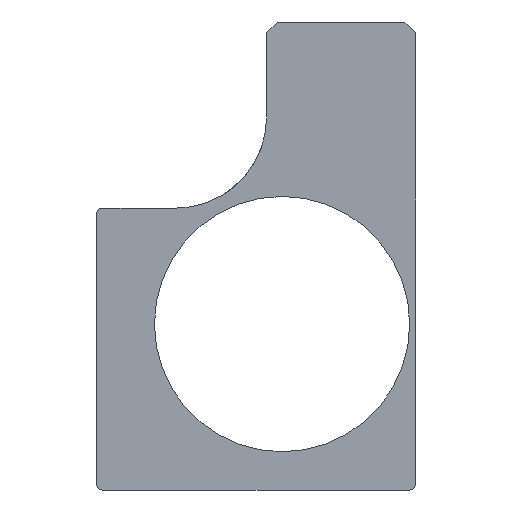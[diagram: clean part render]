
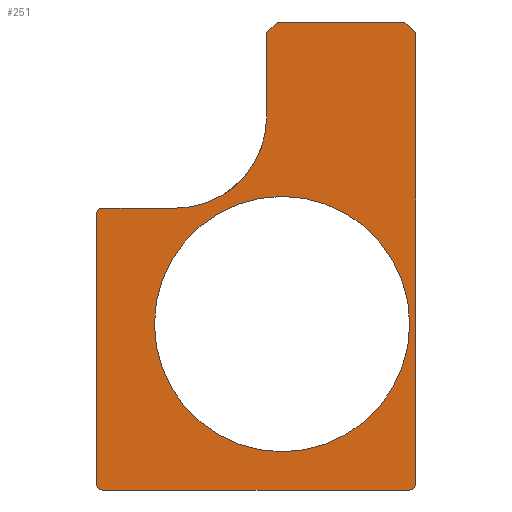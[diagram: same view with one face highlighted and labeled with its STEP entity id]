
A CAD part, left-side view. The second image highlights one B-rep face of the part: STEP entity #251.
In plain terms, the highlighted planar face has unit normal (-1, 0, 0).
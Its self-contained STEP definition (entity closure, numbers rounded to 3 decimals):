
#251=ADVANCED_FACE('',(#793,#795),#797,.F.);
#793=FACE_BOUND('',#794,.T.);
#794=EDGE_LOOP('',(#1215,#1216,#1217,#1218,#1219,#1220,#1221,#1222,#1223,#1224,#1225,
#1226));
#795=FACE_BOUND('',#796,.T.);
#796=EDGE_LOOP('',(#1227));
#797=PLANE('',#798);
#798=AXIS2_PLACEMENT_3D('',#799,#800,#801);
#799=CARTESIAN_POINT('',(3.,0.,0.));
#800=DIRECTION('',(1.,0.,0.));
#801=DIRECTION('',(0.,1.,0.));
#1215=ORIENTED_EDGE('',*,*,#1504,.F.);
#1216=ORIENTED_EDGE('',*,*,#1505,.F.);
#1217=ORIENTED_EDGE('',*,*,#1506,.F.);
#1218=ORIENTED_EDGE('',*,*,#1455,.F.);
#1219=ORIENTED_EDGE('',*,*,#1449,.F.);
#1220=ORIENTED_EDGE('',*,*,#1445,.F.);
#1221=ORIENTED_EDGE('',*,*,#1439,.F.);
#1222=ORIENTED_EDGE('',*,*,#1435,.F.);
#1223=ORIENTED_EDGE('',*,*,#1429,.F.);
#1224=ORIENTED_EDGE('',*,*,#1420,.F.);
#1225=ORIENTED_EDGE('',*,*,#1507,.F.);
#1226=ORIENTED_EDGE('',*,*,#1497,.F.);
#1227=ORIENTED_EDGE('',*,*,#1508,.T.);
#1420=EDGE_CURVE('',#1581,#1583,#1584,.T.);
#1429=EDGE_CURVE('',#1583,#1600,#1601,.T.);
#1435=EDGE_CURVE('',#1600,#1611,#1612,.T.);
#1439=EDGE_CURVE('',#1611,#1618,#1619,.T.);
#1445=EDGE_CURVE('',#1618,#1629,#1630,.T.);
#1449=EDGE_CURVE('',#1629,#1636,#1637,.T.);
#1455=EDGE_CURVE('',#1636,#1647,#1648,.T.);
#1497=EDGE_CURVE('',#1719,#1721,#1722,.T.);
#1504=EDGE_CURVE('',#1733,#1719,#1734,.F.);
#1505=EDGE_CURVE('',#1735,#1733,#1736,.T.);
#1506=EDGE_CURVE('',#1647,#1735,#1737,.T.);
#1507=EDGE_CURVE('',#1721,#1581,#1738,.F.);
#1508=EDGE_CURVE('',#1739,#1739,#1740,.T.);
#1581=VERTEX_POINT('',#1850);
#1583=VERTEX_POINT('',#1854);
#1584=LINE('',#1855,#1856);
#1600=VERTEX_POINT('',#1889);
#1601=CIRCLE('',#1890,1.2);
#1611=VERTEX_POINT('',#1914);
#1612=LINE('',#1915,#1916);
#1618=VERTEX_POINT('',#1929);
#1619=CIRCLE('',#1930,1.2);
#1629=VERTEX_POINT('',#1954);
#1630=LINE('',#1955,#1956);
#1636=VERTEX_POINT('',#1969);
#1637=CIRCLE('',#1970,1.2);
#1647=VERTEX_POINT('',#1994);
#1648=LINE('',#1995,#1996);
#1719=VERTEX_POINT('',#2166);
#1721=VERTEX_POINT('',#2170);
#1722=LINE('',#2171,#2172);
#1733=VERTEX_POINT('',#2196);
#1734=LINE('',#2197,#2198);
#1735=VERTEX_POINT('',#2200);
#1736=LINE('',#2201,#2202);
#1737=CIRCLE('',#2204,17.138);
#1738=LINE('',#2208,#2209);
#1739=VERTEX_POINT('',#2211);
#1740=CIRCLE('',#2212,24.);
#1850=CARTESIAN_POINT('',(3.,-160.7,-84.8));
#1854=CARTESIAN_POINT('',(3.,-160.7,-169.6));
#1855=CARTESIAN_POINT('',(3.,-160.7,-84.8));
#1856=VECTOR('',#1857,1.);
#1857=DIRECTION('',(0.,0.,-1.));
#1889=CARTESIAN_POINT('',(3.,-159.5,-170.8));
#1890=AXIS2_PLACEMENT_3D('',#1891,#1892,#1893);
#1891=CARTESIAN_POINT('',(3.,-159.5,-169.6));
#1892=DIRECTION('',(1.,0.,0.));
#1893=DIRECTION('',(0.,-1.,0.));
#1914=CARTESIAN_POINT('',(3.,-101.9,-170.8));
#1915=CARTESIAN_POINT('',(3.,-159.5,-170.8));
#1916=VECTOR('',#1917,1.);
#1917=DIRECTION('',(0.,1.,0.));
#1929=CARTESIAN_POINT('',(3.,-100.7,-169.6));
#1930=AXIS2_PLACEMENT_3D('',#1931,#1932,#1933);
#1931=CARTESIAN_POINT('',(3.,-101.9,-169.6));
#1932=DIRECTION('',(1.,0.,0.));
#1933=DIRECTION('',(0.,0.,-1.));
#1954=CARTESIAN_POINT('',(3.,-100.7,-119.));
#1955=CARTESIAN_POINT('',(3.,-100.7,-169.6));
#1956=VECTOR('',#1957,1.);
#1957=DIRECTION('',(0.,0.,1.));
#1969=CARTESIAN_POINT('',(3.,-101.9,-117.8));
#1970=AXIS2_PLACEMENT_3D('',#1971,#1972,#1973);
#1971=CARTESIAN_POINT('',(3.,-101.9,-119.));
#1972=DIRECTION('',(1.,0.,0.));
#1973=DIRECTION('',(0.,1.,0.));
#1994=CARTESIAN_POINT('',(3.,-115.562,-117.8));
#1995=CARTESIAN_POINT('',(3.,-101.9,-117.8));
#1996=VECTOR('',#1997,1.);
#1997=DIRECTION('',(0.,-1.,0.));
#2166=CARTESIAN_POINT('',(3.,-134.7,-82.8));
#2170=CARTESIAN_POINT('',(3.,-158.7,-82.8));
#2171=CARTESIAN_POINT('',(3.,-134.7,-82.8));
#2172=VECTOR('',#2173,1.);
#2173=DIRECTION('',(0.,-1.,0.));
#2196=CARTESIAN_POINT('',(3.,-132.7,-84.8));
#2197=CARTESIAN_POINT('',(3.,-134.7,-82.8));
#2198=VECTOR('',#2199,1.);
#2199=DIRECTION('',(0.,0.707,-0.707));
#2200=CARTESIAN_POINT('',(3.,-132.7,-100.662));
#2201=CARTESIAN_POINT('',(3.,-132.7,-100.662));
#2202=VECTOR('',#2203,1.);
#2203=DIRECTION('',(0.,0.,1.));
#2204=AXIS2_PLACEMENT_3D('',#2205,#2206,#2207);
#2205=CARTESIAN_POINT('',(3.,-115.562,-100.662));
#2206=DIRECTION('',(-1.,0.,0.));
#2207=DIRECTION('',(0.,0.,-1.));
#2208=CARTESIAN_POINT('',(3.,-160.7,-84.8));
#2209=VECTOR('',#2210,1.);
#2210=DIRECTION('',(0.,0.707,0.707));
#2211=CARTESIAN_POINT('',(3.,-111.6,-139.6));
#2212=AXIS2_PLACEMENT_3D('',#2213,#2214,#2215);
#2213=CARTESIAN_POINT('',(3.,-135.6,-139.6));
#2214=DIRECTION('',(1.,0.,0.));
#2215=DIRECTION('',(0.,1.,0.));
